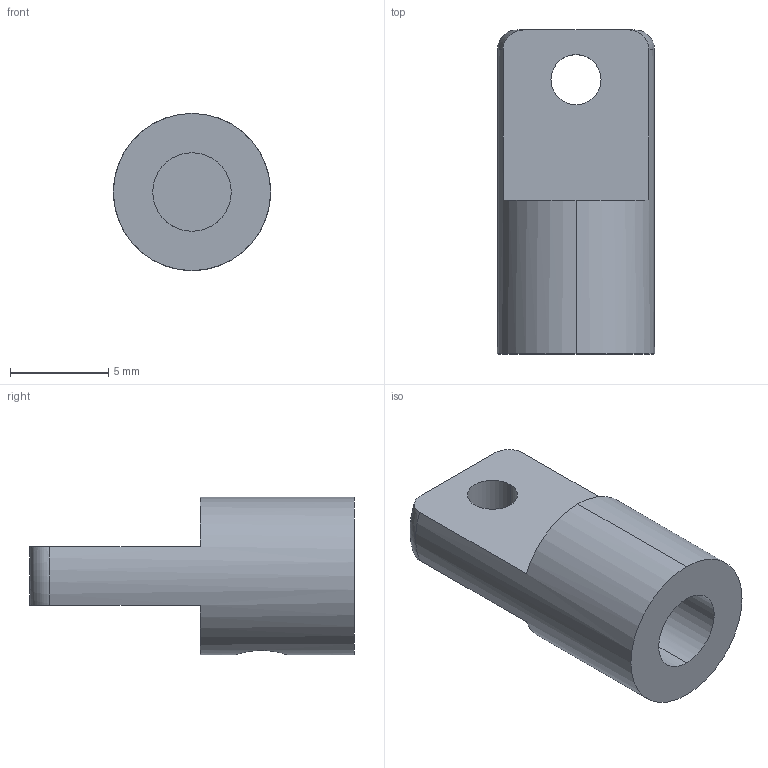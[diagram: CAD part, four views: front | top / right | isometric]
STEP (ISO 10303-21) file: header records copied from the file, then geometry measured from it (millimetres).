
FILE_DESCRIPTION (( 'STEP AP203' ), '1' );
FILE_NAME ('GPS adapter_Default_sldprt.STEP', '2024-01-22T16:57:33', ( '' ), ( '' ), 'SwSTEP 2.0', 'SolidWorks 2019', '' );
FILE_SCHEMA (( 'CONFIG_CONTROL_DESIGN' ));
Length unit declared in the file: metre
Products named in the file (1): GPS adapter_Default_sldprt
Bounding box: 8 x 16.5 x 8 mm (x, y, z)
Volume: 481.4 mm3; surface area: 583.8 mm2
Topology: 1 solids, 1 shells, 17 faces, 48 edges, 32 vertices
Faces by surface type: cylinder 8, plane 7, torus 2
Entity records: 751 total; most frequent: CARTESIAN_POINT 228, ORIENTED_EDGE 96, DIRECTION 90, EDGE_CURVE 48, AXIS2_PLACEMENT_3D 36, VERTEX_POINT 32, EDGE_LOOP 20, VECTOR 18
